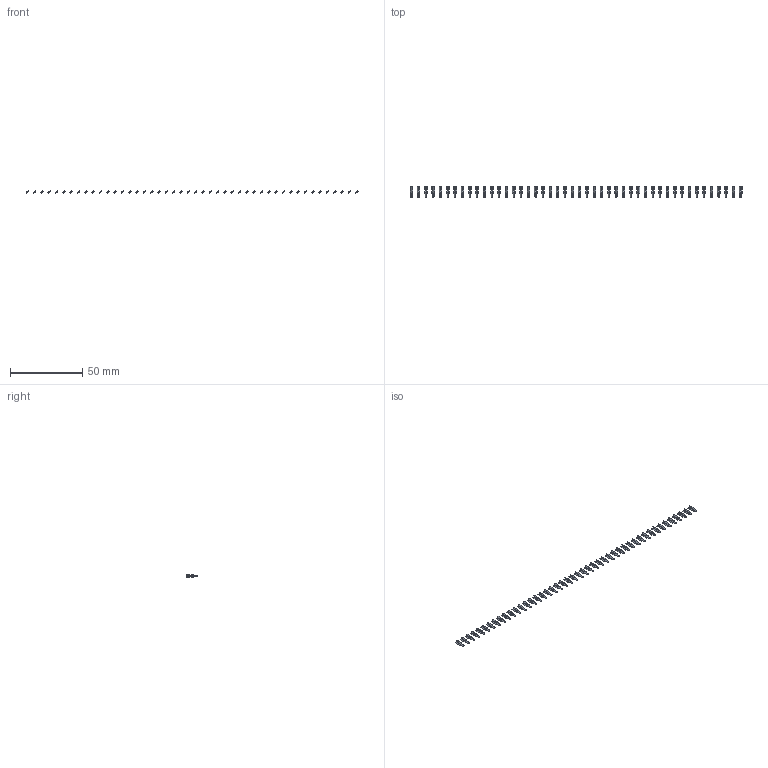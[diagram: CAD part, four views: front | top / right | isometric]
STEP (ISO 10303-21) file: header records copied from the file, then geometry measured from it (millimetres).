
FILE_DESCRIPTION (( 'STEP AP203' ), '1' );
FILE_NAME ('106-046-253-200.STEP', '2020-04-16T20:25:38', ( '' ), ( '' ), 'SwSTEP 2.0', 'SolidWorks 2016', '' );
FILE_SCHEMA (( 'CONFIG_CONTROL_DESIGN' ));
Length unit declared in the file: inch
Products named in the file (2): 100-290-001_100-290-253; 106-046-253-200
Assembly tree (46 placements, depth 2):
  106-046-253-200
    100-290-001_100-290-253  x46
Bounding box: 230.4 x 7.62 x 1.8 mm (x, y, z)
Volume: 253.8 mm3; surface area: 1582.7 mm2
Topology: 46 solids, 46 shells, 920 faces, 2484 edges, 1656 vertices
Faces by surface type: plane 874, cylinder 46
Entity records: 2260 total; most frequent: DIRECTION 194, CARTESIAN_POINT 159, ORIENTED_EDGE 108, COORDINATED_UNIVERSAL_TIME_OFFSET 102, CALENDAR_DATE 102, LOCAL_TIME 102, DATE_AND_TIME 102, AXIS2_PLACEMENT_3D 71
